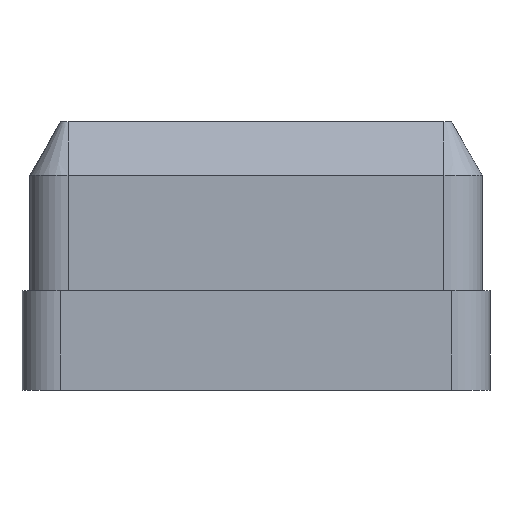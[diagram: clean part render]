
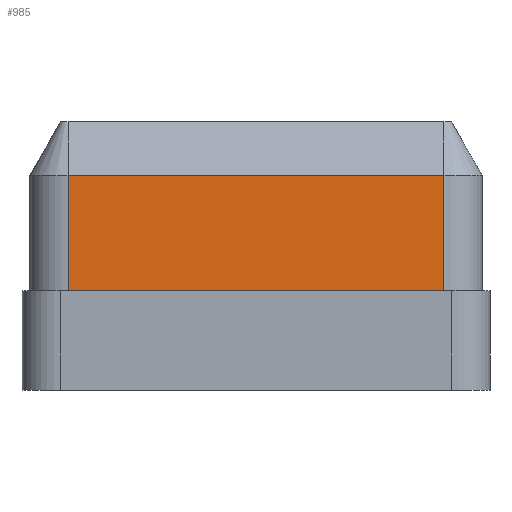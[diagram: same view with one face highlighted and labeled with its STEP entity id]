
A CAD part, left-side view. The second image highlights one B-rep face of the part: STEP entity #985.
In plain terms, the highlighted planar face has unit normal (-1, 0, 0).
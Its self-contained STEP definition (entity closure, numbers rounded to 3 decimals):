
#221 = ORIENTED_EDGE ( 'NONE', *, *, #2112, .T. ) ;
#367 = DIRECTION ( 'NONE',  ( 0., -1., 0. ) ) ;
#392 = EDGE_CURVE ( 'NONE', #5198, #2518, #5812, .T. ) ;
#660 = DIRECTION ( 'NONE',  ( 0., 0., 1. ) ) ;
#706 = VERTEX_POINT ( 'NONE', #3385 ) ;
#985 = ADVANCED_FACE ( 'NONE', ( #2947 ), #1762, .F. ) ;
#1003 = ORIENTED_EDGE ( 'NONE', *, *, #5415, .T. ) ;
#1177 = VECTOR ( 'NONE', #660, 1000. ) ;
#1300 = LINE ( 'NONE', #3372, #1177 ) ;
#1596 = DIRECTION ( 'NONE',  ( 0., -1., 0. ) ) ;
#1647 = CARTESIAN_POINT ( 'NONE',  ( -29.5, 24.5, 13. ) ) ;
#1762 = PLANE ( 'NONE',  #4017 ) ;
#2036 = ORIENTED_EDGE ( 'NONE', *, *, #392, .T. ) ;
#2037 = CARTESIAN_POINT ( 'NONE',  ( -29.5, 24.5, 28. ) ) ;
#2112 = EDGE_CURVE ( 'NONE', #2518, #2902, #1300, .T. ) ;
#2231 = DIRECTION ( 'NONE',  ( 1., 0., 0. ) ) ;
#2518 = VERTEX_POINT ( 'NONE', #5586 ) ;
#2579 = VECTOR ( 'NONE', #1596, 1000. ) ;
#2902 = VERTEX_POINT ( 'NONE', #4335 ) ;
#2947 = FACE_OUTER_BOUND ( 'NONE', #4474, .T. ) ;
#2992 = VECTOR ( 'NONE', #3404, 1000. ) ;
#3194 = LINE ( 'NONE', #4301, #2579 ) ;
#3372 = CARTESIAN_POINT ( 'NONE',  ( -29.5, -24.5, 28. ) ) ;
#3385 = CARTESIAN_POINT ( 'NONE',  ( -29.5, 24.5, 28. ) ) ;
#3404 = DIRECTION ( 'NONE',  ( 0., 0., -1. ) ) ;
#3580 = CARTESIAN_POINT ( 'NONE',  ( -29.5, 29.5, 28. ) ) ;
#4017 = AXIS2_PLACEMENT_3D ( 'NONE', #3580, #2231, #5368 ) ;
#4039 = EDGE_CURVE ( 'NONE', #706, #2902, #3194, .T. ) ;
#4184 = LINE ( 'NONE', #2037, #2992 ) ;
#4301 = CARTESIAN_POINT ( 'NONE',  ( -29.5, 29.5, 28. ) ) ;
#4335 = CARTESIAN_POINT ( 'NONE',  ( -29.5, -24.5, 28. ) ) ;
#4388 = CARTESIAN_POINT ( 'NONE',  ( -29.5, 29.5, 13. ) ) ;
#4448 = ORIENTED_EDGE ( 'NONE', *, *, #4039, .F. ) ;
#4474 = EDGE_LOOP ( 'NONE', ( #4448, #1003, #2036, #221 ) ) ;
#5198 = VERTEX_POINT ( 'NONE', #1647 ) ;
#5368 = DIRECTION ( 'NONE',  ( 0., 1., 0. ) ) ;
#5415 = EDGE_CURVE ( 'NONE', #706, #5198, #4184, .T. ) ;
#5586 = CARTESIAN_POINT ( 'NONE',  ( -29.5, -24.5, 13. ) ) ;
#5681 = VECTOR ( 'NONE', #367, 1000. ) ;
#5812 = LINE ( 'NONE', #4388, #5681 ) ;
